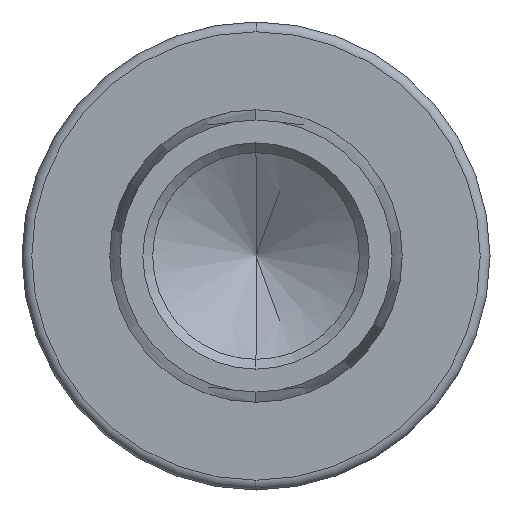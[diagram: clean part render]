
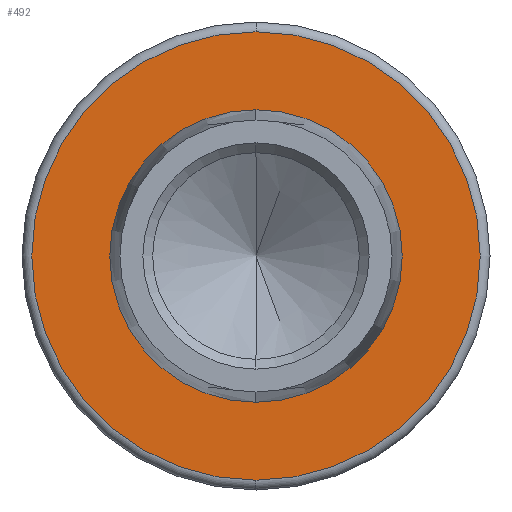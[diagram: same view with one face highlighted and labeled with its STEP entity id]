
A CAD part, left-side view. The second image highlights one B-rep face of the part: STEP entity #492.
In plain terms, the highlighted planar face has unit normal (-1, 0, 0).
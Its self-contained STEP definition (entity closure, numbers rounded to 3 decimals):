
#36 = AXIS2_PLACEMENT_3D ( 'NONE', #139, #92, #280 ) ;
#45 = CARTESIAN_POINT ( 'NONE',  ( 37., 3.75, 0. ) ) ;
#52 = EDGE_CURVE ( 'NONE', #544, #485, #405, .T. ) ;
#53 = ORIENTED_EDGE ( 'NONE', *, *, #292, .T. ) ;
#81 = CARTESIAN_POINT ( 'NONE',  ( 37., 0., 3.75 ) ) ;
#84 = CARTESIAN_POINT ( 'NONE',  ( 37., 0., -3.75 ) ) ;
#85 = CARTESIAN_POINT ( 'NONE',  ( 37., 0., 0. ) ) ;
#92 = DIRECTION ( 'NONE',  ( -1., 0., 0. ) ) ;
#98 = AXIS2_PLACEMENT_3D ( 'NONE', #85, #560, #417 ) ;
#115 = EDGE_CURVE ( 'NONE', #485, #544, #609, .T. ) ;
#119 = DIRECTION ( 'NONE',  ( -1., 0., 0. ) ) ;
#139 = CARTESIAN_POINT ( 'NONE',  ( 37., 0., 0. ) ) ;
#145 = EDGE_CURVE ( 'NONE', #454, #564, #359, .T. ) ;
#220 = FACE_OUTER_BOUND ( 'NONE', #533, .T. ) ;
#231 = AXIS2_PLACEMENT_3D ( 'NONE', #45, #119, #332 ) ;
#235 = CIRCLE ( 'NONE', #36, 5.75 ) ;
#237 = CARTESIAN_POINT ( 'NONE',  ( 37., 0., 0. ) ) ;
#256 = ORIENTED_EDGE ( 'NONE', *, *, #145, .T. ) ;
#260 = AXIS2_PLACEMENT_3D ( 'NONE', #602, #556, #501 ) ;
#280 = DIRECTION ( 'NONE',  ( 0., 0., 1. ) ) ;
#283 = DIRECTION ( 'NONE',  ( 0., 0., 1. ) ) ;
#287 = ORIENTED_EDGE ( 'NONE', *, *, #52, .T. ) ;
#291 = CARTESIAN_POINT ( 'NONE',  ( 37., 0., 5.75 ) ) ;
#292 = EDGE_CURVE ( 'NONE', #564, #454, #235, .T. ) ;
#332 = DIRECTION ( 'NONE',  ( 0., 0., 1. ) ) ;
#336 = DIRECTION ( 'NONE',  ( -1., 0., 0. ) ) ;
#359 = CIRCLE ( 'NONE', #562, 5.75 ) ;
#405 = CIRCLE ( 'NONE', #260, 3.75 ) ;
#417 = DIRECTION ( 'NONE',  ( 0., 0., -1. ) ) ;
#445 = EDGE_LOOP ( 'NONE', ( #287, #524 ) ) ;
#454 = VERTEX_POINT ( 'NONE', #291 ) ;
#458 = FACE_BOUND ( 'NONE', #445, .T. ) ;
#464 = PLANE ( 'NONE',  #231 ) ;
#485 = VERTEX_POINT ( 'NONE', #81 ) ;
#492 = ADVANCED_FACE ( 'NONE', ( #220, #458 ), #464, .T. ) ;
#495 = CARTESIAN_POINT ( 'NONE',  ( 37., 0., -5.75 ) ) ;
#501 = DIRECTION ( 'NONE',  ( 0., 0., -1. ) ) ;
#524 = ORIENTED_EDGE ( 'NONE', *, *, #115, .T. ) ;
#533 = EDGE_LOOP ( 'NONE', ( #256, #53 ) ) ;
#544 = VERTEX_POINT ( 'NONE', #84 ) ;
#556 = DIRECTION ( 'NONE',  ( 1., 0., 0. ) ) ;
#560 = DIRECTION ( 'NONE',  ( 1., 0., 0. ) ) ;
#562 = AXIS2_PLACEMENT_3D ( 'NONE', #237, #336, #283 ) ;
#564 = VERTEX_POINT ( 'NONE', #495 ) ;
#602 = CARTESIAN_POINT ( 'NONE',  ( 37., 0., 0. ) ) ;
#609 = CIRCLE ( 'NONE', #98, 3.75 ) ;
